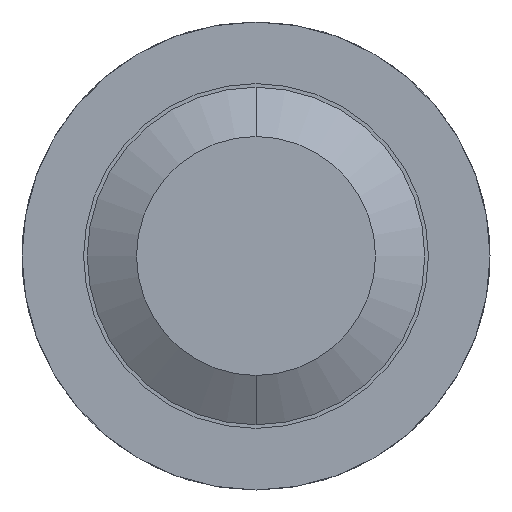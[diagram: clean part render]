
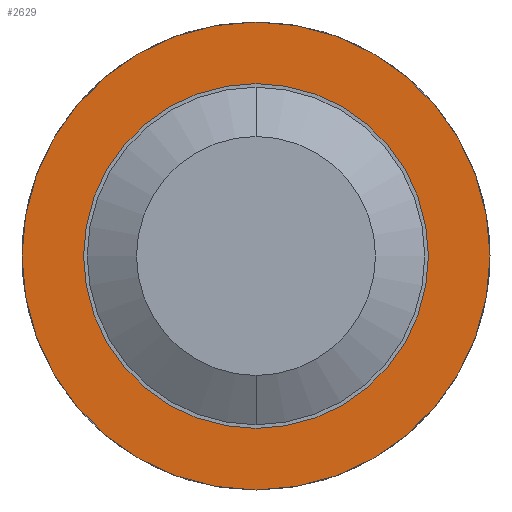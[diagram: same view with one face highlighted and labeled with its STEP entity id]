
A CAD part, front view. The second image highlights one B-rep face of the part: STEP entity #2629.
In plain terms, the highlighted planar face has unit normal (0, -1, 0).
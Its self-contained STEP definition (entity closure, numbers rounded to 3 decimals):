
#12 = CIRCLE ( 'NONE', #3061, 0.685 ) ;
#51 = VERTEX_POINT ( 'NONE', #1592 ) ;
#152 = DIRECTION ( 'NONE',  ( 0., 0., 1. ) ) ;
#221 = CIRCLE ( 'NONE', #2982, 0.95 ) ;
#237 = DIRECTION ( 'NONE',  ( 0., 1., 0. ) ) ;
#297 = DIRECTION ( 'NONE',  ( 0., 0., 1. ) ) ;
#329 = EDGE_LOOP ( 'NONE', ( #1161, #1271 ) ) ;
#501 = CARTESIAN_POINT ( 'NONE',  ( 0., -2.5, 0. ) ) ;
#521 = VERTEX_POINT ( 'NONE', #701 ) ;
#642 = CARTESIAN_POINT ( 'NONE',  ( 0., -2.5, 0. ) ) ;
#701 = CARTESIAN_POINT ( 'NONE',  ( 0., -2.5, 0.95 ) ) ;
#878 = EDGE_CURVE ( 'Defeature ausgef�hrt2_49+Defeature ausgef�hrt2_50+Defeature ausgef�hrt2_50+Defeature ausgef�hrt2_50', #521, #1221, #221, .T. ) ;
#937 = FACE_OUTER_BOUND ( 'NONE', #329, .T. ) ;
#1103 = ORIENTED_EDGE ( 'NONE', *, *, #3467, .T. ) ;
#1117 = CARTESIAN_POINT ( 'NONE',  ( 0., -2.5, 0. ) ) ;
#1161 = ORIENTED_EDGE ( 'NONE', *, *, #878, .F. ) ;
#1221 = VERTEX_POINT ( 'NONE', #3995 ) ;
#1271 = ORIENTED_EDGE ( 'NONE', *, *, #1484, .F. ) ;
#1369 = DIRECTION ( 'NONE',  ( 0., 0., 1. ) ) ;
#1484 = EDGE_CURVE ( 'Defeature ausgef�hrt2_49+Defeature ausgef�hrt2_50+Defeature ausgef�hrt2_50+Defeature ausgef�hrt2_50', #1221, #521, #2915, .T. ) ;
#1489 = CARTESIAN_POINT ( 'NONE',  ( 0., -2.5, 0. ) ) ;
#1545 = AXIS2_PLACEMENT_3D ( 'NONE', #2030, #237, #297 ) ;
#1592 = CARTESIAN_POINT ( 'NONE',  ( 0., -2.5, 0.685 ) ) ;
#1688 = CIRCLE ( 'NONE', #4230, 0.685 ) ;
#1780 = DIRECTION ( 'NONE',  ( 0., 1., 0. ) ) ;
#2030 = CARTESIAN_POINT ( 'NONE',  ( 0.95, -2.5, 0. ) ) ;
#2104 = ORIENTED_EDGE ( 'NONE', *, *, #2701, .T. ) ;
#2309 = FACE_BOUND ( 'NONE', #3829, .T. ) ;
#2377 = PLANE ( 'NONE',  #1545 ) ;
#2396 = DIRECTION ( 'NONE',  ( 0., 0., 1. ) ) ;
#2530 = CARTESIAN_POINT ( 'NONE',  ( 0., -2.5, -0.685 ) ) ;
#2629 = ADVANCED_FACE ( 'Defeature ausgef�hrt2_50', ( #937, #2309 ), #2377, .F. ) ;
#2701 = EDGE_CURVE ( 'Defeature ausgef�hrt2_50+Defeature ausgef�hrt2_44+Defeature ausgef�hrt2_44+Defeature ausgef�hrt2_44', #4098, #51, #12, .T. ) ;
#2915 = CIRCLE ( 'NONE', #4367, 0.95 ) ;
#2928 = DIRECTION ( 'NONE',  ( 0., 1., 0. ) ) ;
#2982 = AXIS2_PLACEMENT_3D ( 'NONE', #501, #2928, #1369 ) ;
#3061 = AXIS2_PLACEMENT_3D ( 'NONE', #642, #4465, #2396 ) ;
#3467 = EDGE_CURVE ( 'Defeature ausgef�hrt2_50+Defeature ausgef�hrt2_44+Defeature ausgef�hrt2_44+Defeature ausgef�hrt2_44', #51, #4098, #1688, .T. ) ;
#3829 = EDGE_LOOP ( 'NONE', ( #1103, #2104 ) ) ;
#3893 = DIRECTION ( 'NONE',  ( 0., 0., 1. ) ) ;
#3995 = CARTESIAN_POINT ( 'NONE',  ( 0., -2.5, -0.95 ) ) ;
#4098 = VERTEX_POINT ( 'NONE', #2530 ) ;
#4230 = AXIS2_PLACEMENT_3D ( 'NONE', #1489, #4241, #152 ) ;
#4241 = DIRECTION ( 'NONE',  ( 0., 1., 0. ) ) ;
#4367 = AXIS2_PLACEMENT_3D ( 'NONE', #1117, #1780, #3893 ) ;
#4465 = DIRECTION ( 'NONE',  ( 0., 1., 0. ) ) ;
